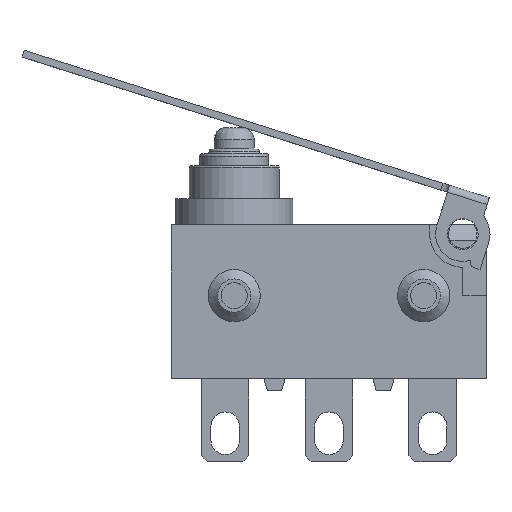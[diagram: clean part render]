
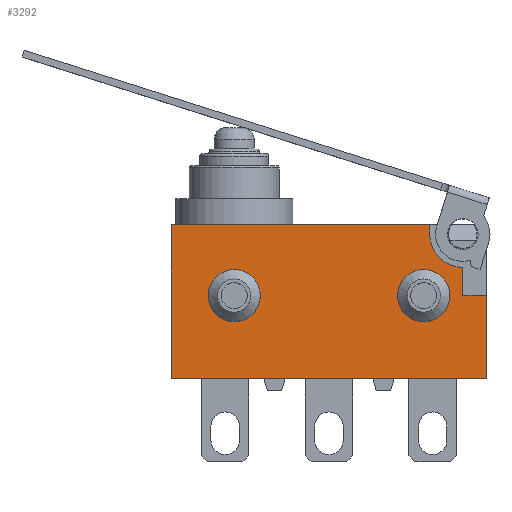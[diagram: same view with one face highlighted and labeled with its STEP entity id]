
A CAD part, top view. The second image highlights one B-rep face of the part: STEP entity #3292.
In plain terms, the highlighted planar face has unit normal (0, 0, 1).
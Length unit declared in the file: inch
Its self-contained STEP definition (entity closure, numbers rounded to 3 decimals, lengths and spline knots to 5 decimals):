
#3166=CARTESIAN_POINT('',(0.26181,0.01969,0.10433));
#3167=VERTEX_POINT('',#3166);
#3168=CARTESIAN_POINT('',(-0.26181,0.01969,0.10433));
#3169=VERTEX_POINT('',#3168);
#3170=CARTESIAN_POINT('',(0.26181,0.01969,0.10433));
#3171=DIRECTION('',(-1.0,0.0,0.0));
#3172=VECTOR('',#3171,0.52362);
#3173=LINE('',#3170,#3172);
#3174=EDGE_CURVE('',#3167,#3169,#3173,.T.);
#3207=CARTESIAN_POINT('',(-0.28799,0.00689,0.10433));
#3208=DIRECTION('',(0.0,0.0,1.0));
#3209=DIRECTION('',(1.0,0.0,0.0));
#3210=AXIS2_PLACEMENT_3D('',#3207,#3208,#3209);
#3211=PLANE('',#3210);
#3212=CARTESIAN_POINT('',(0.26181,0.15748,0.10433));
#3213=VERTEX_POINT('',#3212);
#3214=CARTESIAN_POINT('',(0.22244,0.15748,0.10433));
#3215=VERTEX_POINT('',#3214);
#3216=CARTESIAN_POINT('',(0.26181,0.15748,0.10433));
#3217=DIRECTION('',(-1.0,0.0,0.0));
#3218=VECTOR('',#3217,0.03937);
#3219=LINE('',#3216,#3218);
#3220=EDGE_CURVE('',#3213,#3215,#3219,.T.);
#3221=ORIENTED_EDGE('',*,*,#3220,.T.);
#3222=CARTESIAN_POINT('',(0.22244,0.20472,0.10433));
#3223=VERTEX_POINT('',#3222);
#3224=CARTESIAN_POINT('',(0.22244,0.15748,0.10433));
#3225=DIRECTION('',(0.0,1.0,0.0));
#3226=VECTOR('',#3225,0.04724);
#3227=LINE('',#3224,#3226);
#3228=EDGE_CURVE('',#3215,#3223,#3227,.T.);
#3229=ORIENTED_EDGE('',*,*,#3228,.T.);
#3230=CARTESIAN_POINT('',(0.16732,0.25984,0.10433));
#3231=VERTEX_POINT('',#3230);
#3232=CARTESIAN_POINT('',(0.22244,0.25984,0.10433));
#3233=DIRECTION('',(0.0,0.0,-1.0));
#3234=DIRECTION('',(-1.0,0.0,0.0));
#3235=AXIS2_PLACEMENT_3D('',#3232,#3233,#3234);
#3236=CIRCLE('',#3235,0.05512);
#3237=EDGE_CURVE('',#3223,#3231,#3236,.T.);
#3238=ORIENTED_EDGE('',*,*,#3237,.T.);
#3239=CARTESIAN_POINT('',(0.16732,0.27559,0.10433));
#3240=VERTEX_POINT('',#3239);
#3241=CARTESIAN_POINT('',(0.16732,0.25984,0.10433));
#3242=DIRECTION('',(0.0,1.0,0.0));
#3243=VECTOR('',#3242,0.01575);
#3244=LINE('',#3241,#3243);
#3245=EDGE_CURVE('',#3231,#3240,#3244,.T.);
#3246=ORIENTED_EDGE('',*,*,#3245,.T.);
#3247=CARTESIAN_POINT('',(-0.26181,0.27559,0.10433));
#3248=VERTEX_POINT('',#3247);
#3249=CARTESIAN_POINT('',(-0.26181,0.27559,0.10433));
#3250=DIRECTION('',(1.0,0.0,0.0));
#3251=VECTOR('',#3250,0.42913);
#3252=LINE('',#3249,#3251);
#3253=EDGE_CURVE('',#3248,#3240,#3252,.T.);
#3254=ORIENTED_EDGE('',*,*,#3253,.F.);
#3255=CARTESIAN_POINT('',(-0.26181,0.01969,0.10433));
#3256=DIRECTION('',(0.0,1.0,0.0));
#3257=VECTOR('',#3256,0.25591);
#3258=LINE('',#3255,#3257);
#3259=EDGE_CURVE('',#3169,#3248,#3258,.T.);
#3260=ORIENTED_EDGE('',*,*,#3259,.F.);
#3261=ORIENTED_EDGE('',*,*,#3174,.F.);
#3262=CARTESIAN_POINT('',(0.26181,0.15748,0.10433));
#3263=DIRECTION('',(0.0,-1.0,0.0));
#3264=VECTOR('',#3263,0.1378);
#3265=LINE('',#3262,#3264);
#3266=EDGE_CURVE('',#3213,#3167,#3265,.T.);
#3267=ORIENTED_EDGE('',*,*,#3266,.F.);
#3268=EDGE_LOOP('',(#3221,#3229,#3238,#3246,#3254,#3260,#3261,#3267));
#3269=FACE_OUTER_BOUND('',#3268,.T.);
#3270=CARTESIAN_POINT('',(-0.11417,0.15748,0.10433));
#3271=VERTEX_POINT('',#3270);
#3272=CARTESIAN_POINT('',(-0.15748,0.15748,0.10433));
#3273=DIRECTION('',(0.0,0.0,-1.0));
#3274=DIRECTION('',(-1.0,0.0,0.0));
#3275=AXIS2_PLACEMENT_3D('',#3272,#3273,#3274);
#3276=CIRCLE('',#3275,0.04331);
#3277=EDGE_CURVE('',#3271,#3271,#3276,.T.);
#3278=ORIENTED_EDGE('',*,*,#3277,.T.);
#3279=EDGE_LOOP('',(#3278));
#3280=FACE_BOUND('',#3279,.T.);
#3281=CARTESIAN_POINT('',(0.20079,0.15748,0.10433));
#3282=VERTEX_POINT('',#3281);
#3283=CARTESIAN_POINT('',(0.15748,0.15748,0.10433));
#3284=DIRECTION('',(0.0,0.0,-1.0));
#3285=DIRECTION('',(-1.0,0.0,0.0));
#3286=AXIS2_PLACEMENT_3D('',#3283,#3284,#3285);
#3287=CIRCLE('',#3286,0.04331);
#3288=EDGE_CURVE('',#3282,#3282,#3287,.T.);
#3289=ORIENTED_EDGE('',*,*,#3288,.T.);
#3290=EDGE_LOOP('',(#3289));
#3291=FACE_BOUND('',#3290,.T.);
#3292=ADVANCED_FACE('',(#3269,#3280,#3291),#3211,.T.);
